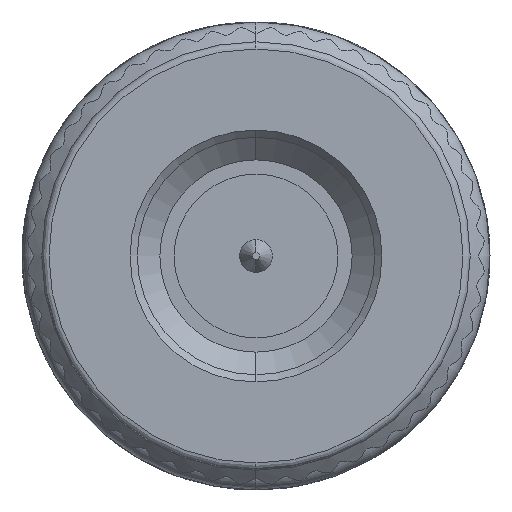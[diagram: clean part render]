
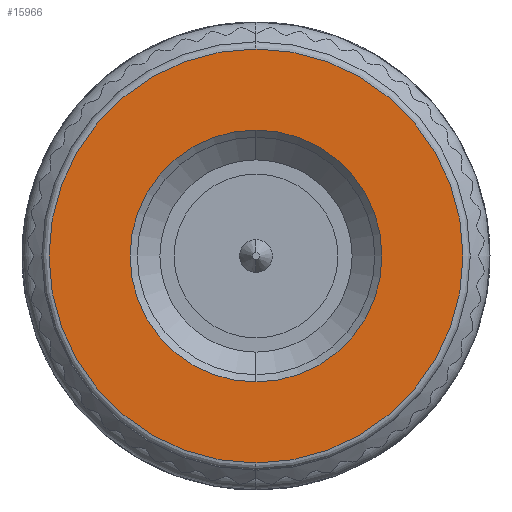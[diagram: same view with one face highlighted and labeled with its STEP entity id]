
A CAD part, front view. The second image highlights one B-rep face of the part: STEP entity #15966.
In plain terms, the highlighted planar face has unit normal (0, -1, 0).
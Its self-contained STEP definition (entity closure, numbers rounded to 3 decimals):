
#682 = CARTESIAN_POINT ( 'NONE',  ( 0., -0.699, -5.75 ) ) ;
#794 = CARTESIAN_POINT ( 'NONE',  ( 0., -0.699, 5.75 ) ) ;
#899 = CARTESIAN_POINT ( 'NONE',  ( 0., -0.699, -3.5 ) ) ;
#1127 = CARTESIAN_POINT ( 'NONE',  ( 0., -0.699, 3.5 ) ) ;
#1328 = CARTESIAN_POINT ( 'NONE',  ( 0., -0.699, 0. ) ) ;
#1349 = DIRECTION ( 'NONE',  ( 0., 0., 1. ) ) ;
#1354 = DIRECTION ( 'NONE',  ( 0., 1., 0. ) ) ;
#1590 = CARTESIAN_POINT ( 'NONE',  ( 0., -0.699, 0. ) ) ;
#1595 = DIRECTION ( 'NONE',  ( 0., 1., 0. ) ) ;
#1596 = DIRECTION ( 'NONE',  ( 0., 0., 1. ) ) ;
#3089 = AXIS2_PLACEMENT_3D ( 'NONE', #17671, #17687, #17664 ) ;
#6664 = DIRECTION ( 'NONE',  ( 0., 1., 0. ) ) ;
#6677 = DIRECTION ( 'NONE',  ( 0., 0., 1. ) ) ;
#6687 = CARTESIAN_POINT ( 'NONE',  ( 0., -0.699, 0. ) ) ;
#6746 = DIRECTION ( 'NONE',  ( 0., 0., 1. ) ) ;
#6749 = CARTESIAN_POINT ( 'NONE',  ( 0., -0.699, 0. ) ) ;
#6752 = DIRECTION ( 'NONE',  ( 0., 1., 0. ) ) ;
#7854 = ORIENTED_EDGE ( 'NONE', *, *, #14162, .T. ) ;
#7883 = ORIENTED_EDGE ( 'NONE', *, *, #14136, .F. ) ;
#7948 = ORIENTED_EDGE ( 'NONE', *, *, #15344, .T. ) ;
#7958 = ORIENTED_EDGE ( 'NONE', *, *, #15461, .F. ) ;
#8178 = CIRCLE ( 'NONE', #8187, 3.5 ) ;
#8187 = AXIS2_PLACEMENT_3D ( 'NONE', #1328, #1354, #1349 ) ;
#8222 = AXIS2_PLACEMENT_3D ( 'NONE', #1590, #1595, #1596 ) ;
#8644 = AXIS2_PLACEMENT_3D ( 'NONE', #6687, #6664, #6677 ) ;
#8682 = CIRCLE ( 'NONE', #8644, 5.75 ) ;
#8697 = CIRCLE ( 'NONE', #8698, 3.5 ) ;
#8698 = AXIS2_PLACEMENT_3D ( 'NONE', #6749, #6752, #6746 ) ;
#8897 = CIRCLE ( 'NONE', #8222, 5.75 ) ;
#14136 = EDGE_CURVE ( 'NONE', #15058, #15102, #8682, .T. ) ;
#14162 = EDGE_CURVE ( 'NONE', #15235, #15138, #8697, .T. ) ;
#15058 = VERTEX_POINT ( 'NONE', #682 ) ;
#15102 = VERTEX_POINT ( 'NONE', #794 ) ;
#15138 = VERTEX_POINT ( 'NONE', #899 ) ;
#15235 = VERTEX_POINT ( 'NONE', #1127 ) ;
#15344 = EDGE_CURVE ( 'NONE', #15138, #15235, #8178, .T. ) ;
#15461 = EDGE_CURVE ( 'NONE', #15102, #15058, #8897, .T. ) ;
#15966 = ADVANCED_FACE ( 'NONE', ( #17663, #17686 ), #17697, .T. ) ;
#17663 = FACE_BOUND ( 'NONE', #18639, .T. ) ;
#17664 = DIRECTION ( 'NONE',  ( 0., 0., -1. ) ) ;
#17671 = CARTESIAN_POINT ( 'NONE',  ( -5.75, -0.699, 0. ) ) ;
#17686 = FACE_OUTER_BOUND ( 'NONE', #18663, .T. ) ;
#17687 = DIRECTION ( 'NONE',  ( 0., -1., 0. ) ) ;
#17697 = PLANE ( 'NONE',  #3089 ) ;
#18639 = EDGE_LOOP ( 'NONE', ( #7948, #7854 ) ) ;
#18663 = EDGE_LOOP ( 'NONE', ( #7958, #7883 ) ) ;
